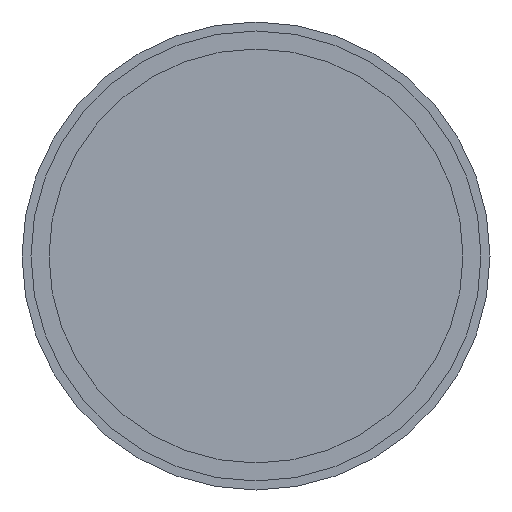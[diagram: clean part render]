
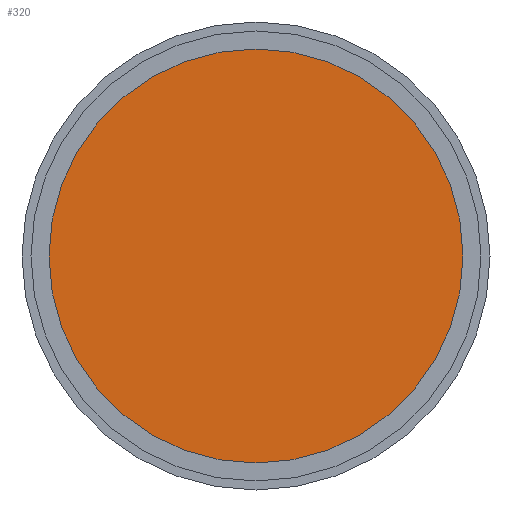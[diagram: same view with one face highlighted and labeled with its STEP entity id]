
A CAD part, front view. The second image highlights one B-rep face of the part: STEP entity #320.
In plain terms, the highlighted planar face has unit normal (0, -1, 0).
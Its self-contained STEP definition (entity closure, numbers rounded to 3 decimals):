
#16 = ORIENTED_EDGE ( 'NONE', *, *, #367, .T. ) ;
#31 = AXIS2_PLACEMENT_3D ( 'NONE', #62, #163, #213 ) ;
#62 = CARTESIAN_POINT ( 'NONE',  ( 0., -12., 0. ) ) ;
#63 = AXIS2_PLACEMENT_3D ( 'NONE', #604, #511, #567 ) ;
#84 = VERTEX_POINT ( 'NONE', #482 ) ;
#163 = DIRECTION ( 'NONE',  ( 0., -1., 0. ) ) ;
#213 = DIRECTION ( 'NONE',  ( 0., 0., -1. ) ) ;
#233 = CIRCLE ( 'NONE', #31, 57.5 ) ;
#279 = ORIENTED_EDGE ( 'NONE', *, *, #583, .T. ) ;
#288 = CIRCLE ( 'NONE', #63, 57.5 ) ;
#292 = AXIS2_PLACEMENT_3D ( 'NONE', #413, #453, #601 ) ;
#320 = ADVANCED_FACE ( 'NONE', ( #594 ), #502, .T. ) ;
#367 = EDGE_CURVE ( 'NONE', #84, #408, #288, .T. ) ;
#408 = VERTEX_POINT ( 'NONE', #424 ) ;
#413 = CARTESIAN_POINT ( 'NONE',  ( 0., -12., -57.5 ) ) ;
#424 = CARTESIAN_POINT ( 'NONE',  ( 0., -12., -57.5 ) ) ;
#453 = DIRECTION ( 'NONE',  ( 0., -1., 0. ) ) ;
#482 = CARTESIAN_POINT ( 'NONE',  ( 0., -12., 57.5 ) ) ;
#502 = PLANE ( 'NONE',  #292 ) ;
#511 = DIRECTION ( 'NONE',  ( 0., -1., 0. ) ) ;
#567 = DIRECTION ( 'NONE',  ( 0., 0., -1. ) ) ;
#583 = EDGE_CURVE ( 'NONE', #408, #84, #233, .T. ) ;
#594 = FACE_OUTER_BOUND ( 'NONE', #606, .T. ) ;
#601 = DIRECTION ( 'NONE',  ( 0., 0., -1. ) ) ;
#604 = CARTESIAN_POINT ( 'NONE',  ( 0., -12., 0. ) ) ;
#606 = EDGE_LOOP ( 'NONE', ( #279, #16 ) ) ;
